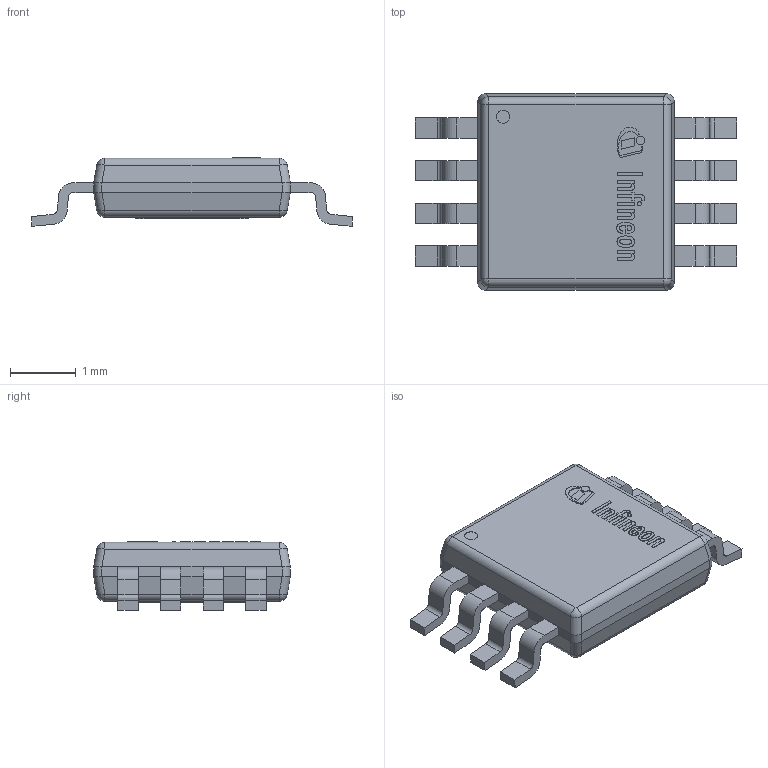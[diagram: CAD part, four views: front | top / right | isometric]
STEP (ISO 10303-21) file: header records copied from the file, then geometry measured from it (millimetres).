
FILE_DESCRIPTION(/* description */ (''),/* implementation_level */ '2;1');
FILE_NAME(/* name */ 'PG-TSSOP-8-1_Z8B00176677_V04_3D.stp',/* time_stamp */ '2020-03-20T13:24:05+06:00',/* author */ ('janartha'),/* organization */ (''),/* preprocessor_version */ 'ST-DEVELOPER v16.13',/* originating_system */ 'AutoCAD Mechanical',/* authorisation */ '');
FILE_SCHEMA (('AUTOMOTIVE_DESIGN { 1 0 10303 214 3 1 1 }'));
Length unit declared in the file: millimetre
Products named in the file (1): Product
Bounding box: 4.9 x 3 x 1.05 mm (x, y, z)
Volume: 8.3 mm3; surface area: 80.1 mm2
Topology: 25 solids, 25 shells, 406 faces, 1041 edges, 686 vertices
Faces by surface type: cylinder 199, plane 195, sphere 8, bspline 4
Full cylindrical faces by diameter (mm): 0.062 x1, 0.129 x1, 0.2 x2
Entity records: 12429 total; most frequent: DIRECTION 2249, CARTESIAN_POINT 2150, ORIENTED_EDGE 2074, EDGE_CURVE 1037, AXIS2_PLACEMENT_3D 809, VERTEX_POINT 686, LINE 631, VECTOR 631
